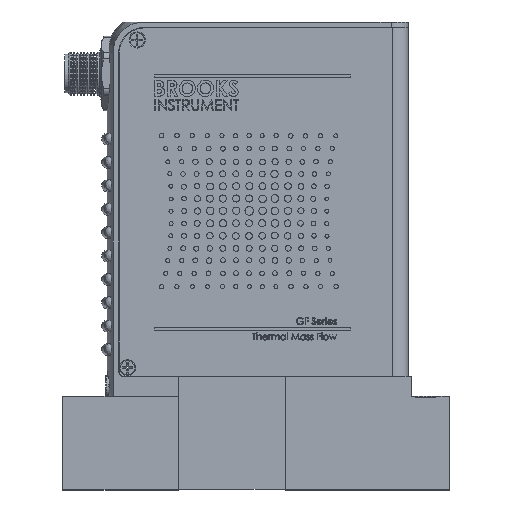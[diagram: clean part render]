
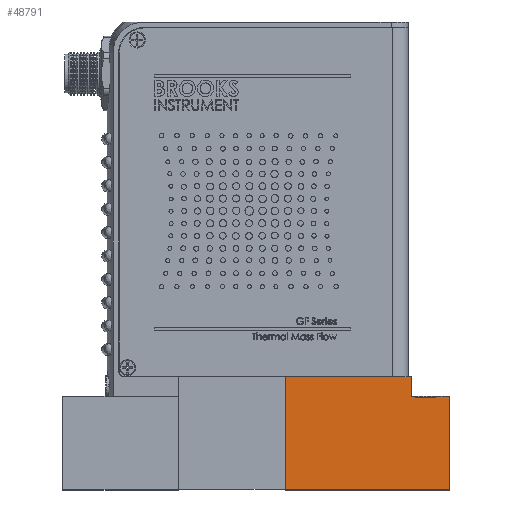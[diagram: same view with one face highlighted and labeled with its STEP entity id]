
A CAD part, top view. The second image highlights one B-rep face of the part: STEP entity #48791.
In plain terms, the highlighted planar face has unit normal (0, 0, 1).
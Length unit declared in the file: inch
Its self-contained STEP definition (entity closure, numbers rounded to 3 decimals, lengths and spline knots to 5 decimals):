
#2850 = FACE_OUTER_BOUND ( 'NONE', #22412, .T. ) ;
#9004 = CARTESIAN_POINT ( 'NONE',  ( -0.31907, 1.08808, 0.56 ) ) ;
#9009 = PLANE ( 'NONE',  #55082 ) ;
#9012 = DIRECTION ( 'NONE',  ( 0., 0., -1. ) ) ;
#9013 = DIRECTION ( 'NONE',  ( -1., 0., 0. ) ) ;
#12943 = VERTEX_POINT ( 'NONE', #37596 ) ;
#12957 = VERTEX_POINT ( 'NONE', #37628 ) ;
#12991 = VERTEX_POINT ( 'NONE', #37683 ) ;
#13005 = VERTEX_POINT ( 'NONE', #37693 ) ;
#13013 = VERTEX_POINT ( 'NONE', #37708 ) ;
#13016 = VERTEX_POINT ( 'NONE', #37711 ) ;
#13021 = VERTEX_POINT ( 'NONE', #37715 ) ;
#13033 = VERTEX_POINT ( 'NONE', #37732 ) ;
#13035 = VERTEX_POINT ( 'NONE', #37734 ) ;
#13041 = VERTEX_POINT ( 'NONE', #37777 ) ;
#18130 = LINE ( 'NONE', #22931, #18161 ) ;
#18161 = VECTOR ( 'NONE', #22963, 39.37008 ) ;
#18175 = LINE ( 'NONE', #22984, #18177 ) ;
#18177 = VECTOR ( 'NONE', #22991, 39.37008 ) ;
#18190 = LINE ( 'NONE', #23013, #18193 ) ;
#18193 = VECTOR ( 'NONE', #23014, 39.37008 ) ;
#18199 = LINE ( 'NONE', #23081, #18219 ) ;
#18206 = LINE ( 'NONE', #23053, #18208 ) ;
#18208 = VECTOR ( 'NONE', #23054, 39.37008 ) ;
#18218 = LINE ( 'NONE', #23085, #18221 ) ;
#18219 = VECTOR ( 'NONE', #23076, 39.37008 ) ;
#18221 = VECTOR ( 'NONE', #23086, 39.37008 ) ;
#18222 = LINE ( 'NONE', #23072, #18224 ) ;
#18223 = LINE ( 'NONE', #23090, #18226 ) ;
#18224 = VECTOR ( 'NONE', #23080, 39.37008 ) ;
#18225 = LINE ( 'NONE', #23092, #18228 ) ;
#18226 = VECTOR ( 'NONE', #23091, 39.37008 ) ;
#18227 = LINE ( 'NONE', #23094, #18232 ) ;
#18228 = VECTOR ( 'NONE', #23093, 39.37008 ) ;
#18232 = VECTOR ( 'NONE', #23095, 39.37008 ) ;
#22412 = EDGE_LOOP ( 'NONE', ( #35588, #35589, #35590, #35591, #35592, #35593, #35594, #35595, #35596, #35597 ) ) ;
#22931 = CARTESIAN_POINT ( 'NONE',  ( 1.02593, 0.88108, 0.56 ) ) ;
#22963 = DIRECTION ( 'NONE',  ( 0., 1., 0. ) ) ;
#22984 = CARTESIAN_POINT ( 'NONE',  ( -0.31907, 1.08808, 0.56 ) ) ;
#22991 = DIRECTION ( 'NONE',  ( 1., 0., 0. ) ) ;
#23013 = CARTESIAN_POINT ( 'NONE',  ( 1.43493, 1.08808, 0.56 ) ) ;
#23014 = DIRECTION ( 'NONE',  ( 0., -1., 0. ) ) ;
#23053 = CARTESIAN_POINT ( 'NONE',  ( 1.07127, 0.87108, 0.56 ) ) ;
#23054 = DIRECTION ( 'NONE',  ( 0., 1., 0. ) ) ;
#23072 = CARTESIAN_POINT ( 'NONE',  ( 1.29059, 0.87108, 0.56 ) ) ;
#23076 = DIRECTION ( 'NONE',  ( 1., 0., 0. ) ) ;
#23080 = DIRECTION ( 'NONE',  ( 0., -1., 0. ) ) ;
#23081 = CARTESIAN_POINT ( 'NONE',  ( 1.43493, 0.88108, 0.56 ) ) ;
#23085 = CARTESIAN_POINT ( 'NONE',  ( 1.43493, 0.88108, 0.56 ) ) ;
#23086 = DIRECTION ( 'NONE',  ( 1., 0., 0. ) ) ;
#23090 = CARTESIAN_POINT ( 'NONE',  ( -0.31907, 0.87108, 0.56 ) ) ;
#23091 = DIRECTION ( 'NONE',  ( 1., 0., 0. ) ) ;
#23092 = CARTESIAN_POINT ( 'NONE',  ( -0.31907, 1.08808, 0.56 ) ) ;
#23093 = DIRECTION ( 'NONE',  ( 0., -1., 0. ) ) ;
#23094 = CARTESIAN_POINT ( 'NONE',  ( -0.31907, -0.11892, 0.56 ) ) ;
#23095 = DIRECTION ( 'NONE',  ( 1., 0., 0. ) ) ;
#35588 = ORIENTED_EDGE ( 'NONE', *, *, #50993, .F. ) ;
#35589 = ORIENTED_EDGE ( 'NONE', *, *, #50981, .T. ) ;
#35590 = ORIENTED_EDGE ( 'NONE', *, *, #50990, .F. ) ;
#35591 = ORIENTED_EDGE ( 'NONE', *, *, #50945, .T. ) ;
#35592 = ORIENTED_EDGE ( 'NONE', *, *, #50958, .F. ) ;
#35593 = ORIENTED_EDGE ( 'NONE', *, *, #50994, .T. ) ;
#35594 = ORIENTED_EDGE ( 'NONE', *, *, #50995, .T. ) ;
#35595 = ORIENTED_EDGE ( 'NONE', *, *, #50966, .F. ) ;
#35596 = ORIENTED_EDGE ( 'NONE', *, *, #50989, .F. ) ;
#35597 = ORIENTED_EDGE ( 'NONE', *, *, #50992, .T. ) ;
#37596 = CARTESIAN_POINT ( 'NONE',  ( 1.02593, 1.08808, 0.56 ) ) ;
#37628 = CARTESIAN_POINT ( 'NONE',  ( 1.02593, 0.88108, 0.56 ) ) ;
#37683 = CARTESIAN_POINT ( 'NONE',  ( -0.31907, 1.08808, 0.56 ) ) ;
#37693 = CARTESIAN_POINT ( 'NONE',  ( 1.43493, 0.88108, 0.56 ) ) ;
#37708 = CARTESIAN_POINT ( 'NONE',  ( 1.07127, 0.87108, 0.56 ) ) ;
#37711 = CARTESIAN_POINT ( 'NONE',  ( 1.43493, -0.11892, 0.56 ) ) ;
#37715 = CARTESIAN_POINT ( 'NONE',  ( 1.07127, 0.88108, 0.56 ) ) ;
#37732 = CARTESIAN_POINT ( 'NONE',  ( 1.29059, 0.88108, 0.56 ) ) ;
#37734 = CARTESIAN_POINT ( 'NONE',  ( -0.31907, -0.11892, 0.56 ) ) ;
#37777 = CARTESIAN_POINT ( 'NONE',  ( 1.29059, 0.87108, 0.56 ) ) ;
#48791 = ADVANCED_FACE ( 'NONE', ( #2850 ), #9009, .F. ) ;
#50945 = EDGE_CURVE ( 'NONE', #12957, #12943, #18130, .T. ) ;
#50958 = EDGE_CURVE ( 'NONE', #12991, #12943, #18175, .T. ) ;
#50966 = EDGE_CURVE ( 'NONE', #13005, #13016, #18190, .T. ) ;
#50981 = EDGE_CURVE ( 'NONE', #13013, #13021, #18206, .T. ) ;
#50989 = EDGE_CURVE ( 'NONE', #13033, #13005, #18199, .T. ) ;
#50990 = EDGE_CURVE ( 'NONE', #12957, #13021, #18218, .T. ) ;
#50992 = EDGE_CURVE ( 'NONE', #13033, #13041, #18222, .T. ) ;
#50993 = EDGE_CURVE ( 'NONE', #13013, #13041, #18223, .T. ) ;
#50994 = EDGE_CURVE ( 'NONE', #12991, #13035, #18225, .T. ) ;
#50995 = EDGE_CURVE ( 'NONE', #13035, #13016, #18227, .T. ) ;
#55082 = AXIS2_PLACEMENT_3D ( 'NONE', #9004, #9012, #9013 ) ;
